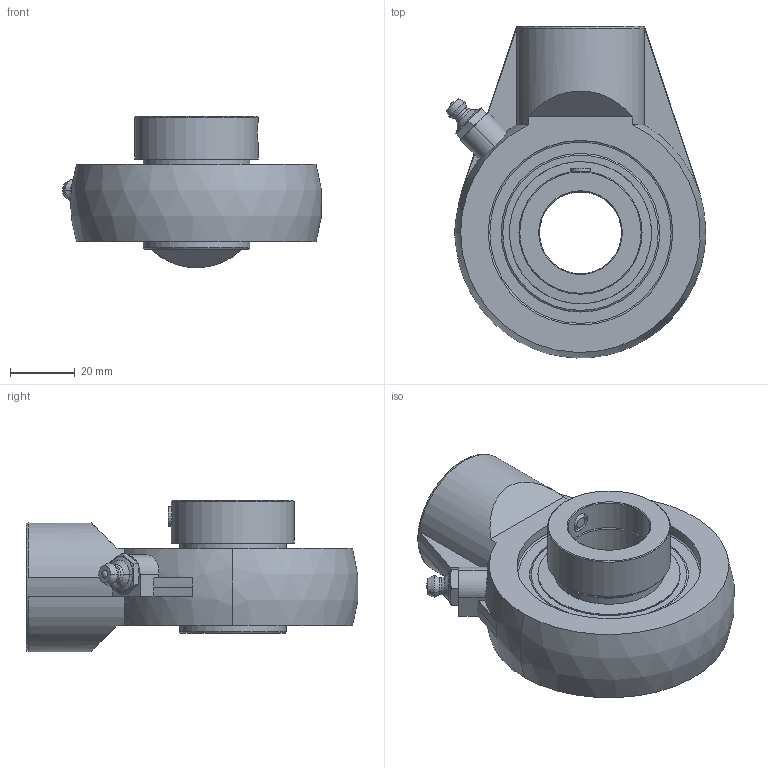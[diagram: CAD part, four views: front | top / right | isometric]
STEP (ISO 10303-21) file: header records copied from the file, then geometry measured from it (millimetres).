
FILE_DESCRIPTION(('HOOPS Exchange Step'),'2;1');
FILE_NAME('export-BBC0ECFD-9178-4FA4-9BB5-84E4D1F611CA.stp','2019-12-13T13:20:25-08:00',('ibuslach'),('Alibre'),'HOOPS Exchange 2019.2','Alibre','Unknown authorisation');
FILE_SCHEMA( ('AP242_MANAGED_MODEL_BASED_3D_ENGINEERING_MIM_LF {1 0 10303 442 1 1 4 }') );
Length unit declared in the file: centimetre
Products named in the file (8): MRN SHA 205; ZERK 6mm; SNC 205 COLLAR; SNC 205-16 RACES; SNC 205 SHIELD; M6 SETSCREW; MRN SNC 205-16; MRN SNCHA 205-16
Assembly tree (8 placements, depth 3):
  MRN SNCHA 205-16
    MRN SHA 205
    ZERK 6mm
    MRN SNC 205-16
      SNC 205 COLLAR
      SNC 205-16 RACES
      SNC 205 SHIELD  x2
      M6 SETSCREW
Bounding box: 80.22 x 102.77 x 46.91 mm (x, y, z)
Volume: 116984 mm3; surface area: 44516.9 mm2
Topology: 18 solids, 18 shells, 174 faces, 466 edges, 311 vertices
Faces by surface type: plane 58, cylinder 43, cone 39, sphere 17, torus 13, bspline 4
Full cylindrical faces by diameter (mm): 2.008 x2, 5.994 x2, 6 x3, 19.05 x1, 25.4 x2, 30.683 x2, 33.02 x4, 34.036 x2, 38.1 x1, 43.993 x2, 44.063 x2, 57.143 x2
Entity records: 8150 total; most frequent: CARTESIAN_POINT 3804, DIRECTION 926, ORIENTED_EDGE 844, EDGE_CURVE 422, AXIS2_PLACEMENT_3D 400, VERTEX_POINT 297, CIRCLE 201, EDGE_LOOP 193
